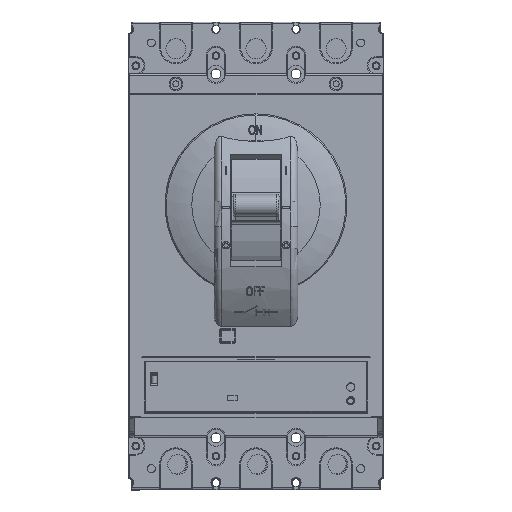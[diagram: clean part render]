
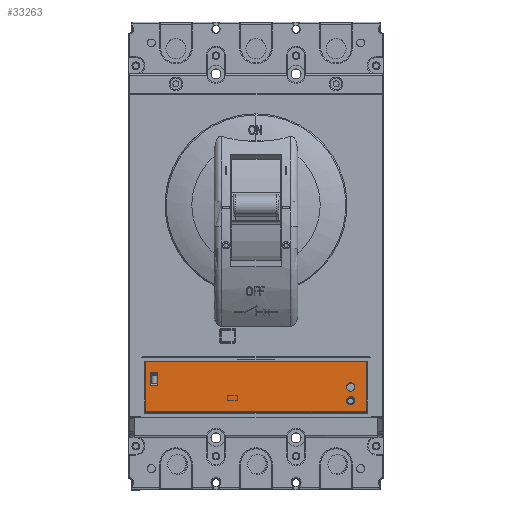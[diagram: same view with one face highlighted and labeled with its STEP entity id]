
A CAD part, top view. The second image highlights one B-rep face of the part: STEP entity #33263.
In plain terms, the highlighted planar face has unit normal (0, 0, 1).
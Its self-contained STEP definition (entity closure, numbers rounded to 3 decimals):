
#689 = VERTEX_POINT ( 'NONE', #4599 ) ;
#4599 = CARTESIAN_POINT ( 'NONE',  ( 57.15, 168., 109. ) ) ;
#4775 = CARTESIAN_POINT ( 'NONE',  ( 64.15, 172., 109. ) ) ;
#4985 = EDGE_CURVE ( 'NONE', #75587, #689, #121787, .T. ) ;
#5289 = CARTESIAN_POINT ( 'NONE',  ( 42.95, 114., 109. ) ) ;
#5690 = VERTEX_POINT ( 'NONE', #9198 ) ;
#6347 = FACE_BOUND ( 'NONE', #65211, .T. ) ;
#9198 = CARTESIAN_POINT ( 'NONE',  ( 48.8, 64.25, 109. ) ) ;
#9852 = DIRECTION ( 'NONE',  ( 0., 0., -1. ) ) ;
#10312 = DIRECTION ( 'NONE',  ( 0., 0., 1. ) ) ;
#13420 = DIRECTION ( 'NONE',  ( 0., 1., 0. ) ) ;
#18063 = EDGE_CURVE ( 'NONE', #95720, #69618, #73933, .T. ) ;
#19883 = DIRECTION ( 'NONE',  ( 0., -1., 0. ) ) ;
#21066 = CARTESIAN_POINT ( 'NONE',  ( 48.8, 62., 109. ) ) ;
#22458 = CARTESIAN_POINT ( 'NONE',  ( 69.85, 53.75, 109. ) ) ;
#24613 = EDGE_CURVE ( 'NONE', #34119, #30036, #24630, .T. ) ;
#24630 = CIRCLE ( 'NONE', #34832, 2.25 ) ;
#24868 = FACE_OUTER_BOUND ( 'NONE', #69014, .T. ) ;
#24910 = DIRECTION ( 'NONE',  ( -1., 0., 0. ) ) ;
#25847 = DIRECTION ( 'NONE',  ( 0., 0., 1. ) ) ;
#27298 = VECTOR ( 'NONE', #67360, 1000. ) ;
#27965 = VERTEX_POINT ( 'NONE', #42061 ) ;
#28832 = EDGE_CURVE ( 'NONE', #91307, #120453, #79313, .T. ) ;
#30036 = VERTEX_POINT ( 'NONE', #64015 ) ;
#33263 = ADVANCED_FACE ( 'NONE', ( #54789, #6347, #82861, #24868 ), #52307, .T. ) ;
#33366 = VERTEX_POINT ( 'NONE', #86649 ) ;
#34119 = VERTEX_POINT ( 'NONE', #43078 ) ;
#34588 = EDGE_CURVE ( 'NONE', #27965, #47861, #35889, .T. ) ;
#34832 = AXIS2_PLACEMENT_3D ( 'NONE', #50637, #60810, #69145 ) ;
#35889 = LINE ( 'NONE', #5289, #115842 ) ;
#36623 = EDGE_CURVE ( 'NONE', #95720, #120453, #109439, .T. ) ;
#37852 = CIRCLE ( 'NONE', #96881, 2.25 ) ;
#37933 = DIRECTION ( 'NONE',  ( 0., -1., 0. ) ) ;
#39037 = VERTEX_POINT ( 'NONE', #46474 ) ;
#41335 = VECTOR ( 'NONE', #51161, 1000. ) ;
#41604 = VECTOR ( 'NONE', #53855, 1000. ) ;
#41607 = DIRECTION ( 'NONE',  ( 0., 0., 1. ) ) ;
#42061 = CARTESIAN_POINT ( 'NONE',  ( 42.95, 174.75, 109. ) ) ;
#43078 = CARTESIAN_POINT ( 'NONE',  ( 56.4, 64.25, 109. ) ) ;
#45594 = CARTESIAN_POINT ( 'NONE',  ( 48.8, 62., 109. ) ) ;
#46474 = CARTESIAN_POINT ( 'NONE',  ( 64.15, 172., 109. ) ) ;
#47530 = EDGE_CURVE ( 'NONE', #33366, #5690, #55398, .T. ) ;
#47861 = VERTEX_POINT ( 'NONE', #85304 ) ;
#48424 = EDGE_CURVE ( 'NONE', #91307, #47861, #109178, .T. ) ;
#49693 = ORIENTED_EDGE ( 'NONE', *, *, #99853, .T. ) ;
#49938 = EDGE_CURVE ( 'NONE', #39037, #124907, #73610, .T. ) ;
#50637 = CARTESIAN_POINT ( 'NONE',  ( 56.4, 62., 109. ) ) ;
#51161 = DIRECTION ( 'NONE',  ( -1., 0., 0. ) ) ;
#52307 = PLANE ( 'NONE',  #61770 ) ;
#53539 = LINE ( 'NONE', #91778, #121354 ) ;
#53855 = DIRECTION ( 'NONE',  ( -1., 0., 0. ) ) ;
#54789 = FACE_BOUND ( 'NONE', #91844, .T. ) ;
#55029 = ORIENTED_EDGE ( 'NONE', *, *, #101566, .T. ) ;
#55398 = CIRCLE ( 'NONE', #102175, 2.25 ) ;
#56462 = LINE ( 'NONE', #74319, #77521 ) ;
#60810 = DIRECTION ( 'NONE',  ( 0., 0., -1. ) ) ;
#61770 = AXIS2_PLACEMENT_3D ( 'NONE', #82226, #100719, #91786 ) ;
#63411 = ORIENTED_EDGE ( 'NONE', *, *, #28832, .T. ) ;
#63745 = EDGE_CURVE ( 'NONE', #75587, #39037, #53539, .T. ) ;
#63867 = ORIENTED_EDGE ( 'NONE', *, *, #36623, .F. ) ;
#64015 = CARTESIAN_POINT ( 'NONE',  ( 56.4, 59.75, 109. ) ) ;
#65211 = EDGE_LOOP ( 'NONE', ( #108890, #76414 ) ) ;
#66989 = DIRECTION ( 'NONE',  ( 0., -1., 0. ) ) ;
#67360 = DIRECTION ( 'NONE',  ( 0., 1., 0. ) ) ;
#68431 = CARTESIAN_POINT ( 'NONE',  ( 58.35, 53.25, 109. ) ) ;
#68492 = DIRECTION ( 'NONE',  ( 0., -1., 0. ) ) ;
#69014 = EDGE_LOOP ( 'NONE', ( #69983, #88594, #95905, #63411, #63867, #69747 ) ) ;
#69145 = DIRECTION ( 'NONE',  ( 0., -1., 0. ) ) ;
#69618 = VERTEX_POINT ( 'NONE', #110403 ) ;
#69747 = ORIENTED_EDGE ( 'NONE', *, *, #18063, .T. ) ;
#69983 = ORIENTED_EDGE ( 'NONE', *, *, #124205, .F. ) ;
#70133 = CARTESIAN_POINT ( 'NONE',  ( 70.35, 174.25, 109. ) ) ;
#70430 = ORIENTED_EDGE ( 'NONE', *, *, #24613, .T. ) ;
#71830 = EDGE_CURVE ( 'NONE', #5690, #33366, #75586, .T. ) ;
#73610 = LINE ( 'NONE', #4775, #41604 ) ;
#73933 = CIRCLE ( 'NONE', #122791, 0.5 ) ;
#74319 = CARTESIAN_POINT ( 'NONE',  ( 58.35, 174.75, 109. ) ) ;
#74609 = CARTESIAN_POINT ( 'NONE',  ( 64.15, 168., 109. ) ) ;
#74747 = DIRECTION ( 'NONE',  ( 0., -1., 0. ) ) ;
#75308 = VECTOR ( 'NONE', #24910, 1000. ) ;
#75586 = CIRCLE ( 'NONE', #89773, 2.25 ) ;
#75587 = VERTEX_POINT ( 'NONE', #95551 ) ;
#76414 = ORIENTED_EDGE ( 'NONE', *, *, #71830, .F. ) ;
#77521 = VECTOR ( 'NONE', #105525, 1000. ) ;
#79313 = CIRCLE ( 'NONE', #103777, 0.5 ) ;
#80285 = VECTOR ( 'NONE', #108186, 1000. ) ;
#82226 = CARTESIAN_POINT ( 'NONE',  ( 58.35, 114., 109. ) ) ;
#82861 = FACE_BOUND ( 'NONE', #88001, .T. ) ;
#85304 = CARTESIAN_POINT ( 'NONE',  ( 42.95, 53.25, 109. ) ) ;
#85701 = CARTESIAN_POINT ( 'NONE',  ( 56.4, 62., 109. ) ) ;
#85834 = CARTESIAN_POINT ( 'NONE',  ( 57.15, 168., 109. ) ) ;
#86649 = CARTESIAN_POINT ( 'NONE',  ( 48.8, 59.75, 109. ) ) ;
#86823 = CARTESIAN_POINT ( 'NONE',  ( 69.85, 174.25, 109. ) ) ;
#88001 = EDGE_LOOP ( 'NONE', ( #55029, #70430 ) ) ;
#88594 = ORIENTED_EDGE ( 'NONE', *, *, #34588, .T. ) ;
#89773 = AXIS2_PLACEMENT_3D ( 'NONE', #45594, #25847, #37933 ) ;
#91307 = VERTEX_POINT ( 'NONE', #107647 ) ;
#91778 = CARTESIAN_POINT ( 'NONE',  ( 64.15, 168., 109. ) ) ;
#91786 = DIRECTION ( 'NONE',  ( 1., 0., 0. ) ) ;
#91844 = EDGE_LOOP ( 'NONE', ( #111152, #120863, #49693, #107946 ) ) ;
#95551 = CARTESIAN_POINT ( 'NONE',  ( 64.15, 168., 109. ) ) ;
#95720 = VERTEX_POINT ( 'NONE', #70133 ) ;
#95905 = ORIENTED_EDGE ( 'NONE', *, *, #48424, .F. ) ;
#96302 = DIRECTION ( 'NONE',  ( 0., 0., 1. ) ) ;
#96881 = AXIS2_PLACEMENT_3D ( 'NONE', #85701, #9852, #68492 ) ;
#99853 = EDGE_CURVE ( 'NONE', #689, #124907, #115168, .T. ) ;
#100719 = DIRECTION ( 'NONE',  ( 0., 0., 1. ) ) ;
#101566 = EDGE_CURVE ( 'NONE', #30036, #34119, #37852, .T. ) ;
#102175 = AXIS2_PLACEMENT_3D ( 'NONE', #21066, #96302, #66989 ) ;
#103777 = AXIS2_PLACEMENT_3D ( 'NONE', #22458, #41607, #111017 ) ;
#105525 = DIRECTION ( 'NONE',  ( 1., 0., 0. ) ) ;
#107647 = CARTESIAN_POINT ( 'NONE',  ( 69.85, 53.25, 109. ) ) ;
#107946 = ORIENTED_EDGE ( 'NONE', *, *, #49938, .F. ) ;
#108030 = CARTESIAN_POINT ( 'NONE',  ( 57.15, 172., 109. ) ) ;
#108186 = DIRECTION ( 'NONE',  ( 0., -1., 0. ) ) ;
#108890 = ORIENTED_EDGE ( 'NONE', *, *, #47530, .F. ) ;
#109178 = LINE ( 'NONE', #68431, #41335 ) ;
#109439 = LINE ( 'NONE', #120267, #80285 ) ;
#110292 = CARTESIAN_POINT ( 'NONE',  ( 70.35, 53.75, 109. ) ) ;
#110403 = CARTESIAN_POINT ( 'NONE',  ( 69.85, 174.75, 109. ) ) ;
#111017 = DIRECTION ( 'NONE',  ( 0., -1., 0. ) ) ;
#111152 = ORIENTED_EDGE ( 'NONE', *, *, #63745, .F. ) ;
#115168 = LINE ( 'NONE', #85834, #27298 ) ;
#115842 = VECTOR ( 'NONE', #74747, 1000. ) ;
#120267 = CARTESIAN_POINT ( 'NONE',  ( 70.35, 114., 109. ) ) ;
#120453 = VERTEX_POINT ( 'NONE', #110292 ) ;
#120863 = ORIENTED_EDGE ( 'NONE', *, *, #4985, .T. ) ;
#121354 = VECTOR ( 'NONE', #13420, 1000. ) ;
#121787 = LINE ( 'NONE', #74609, #75308 ) ;
#122791 = AXIS2_PLACEMENT_3D ( 'NONE', #86823, #10312, #19883 ) ;
#124205 = EDGE_CURVE ( 'NONE', #27965, #69618, #56462, .T. ) ;
#124907 = VERTEX_POINT ( 'NONE', #108030 ) ;
